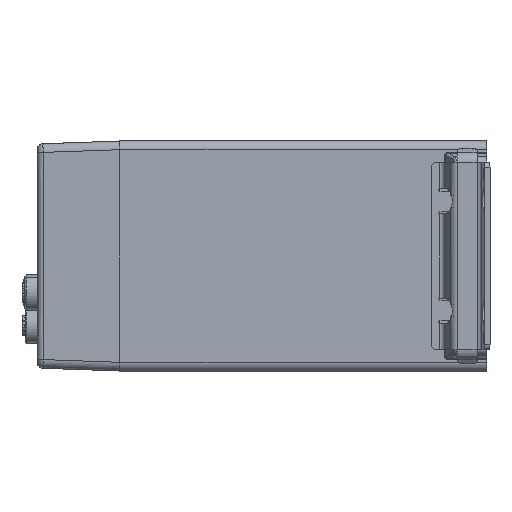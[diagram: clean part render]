
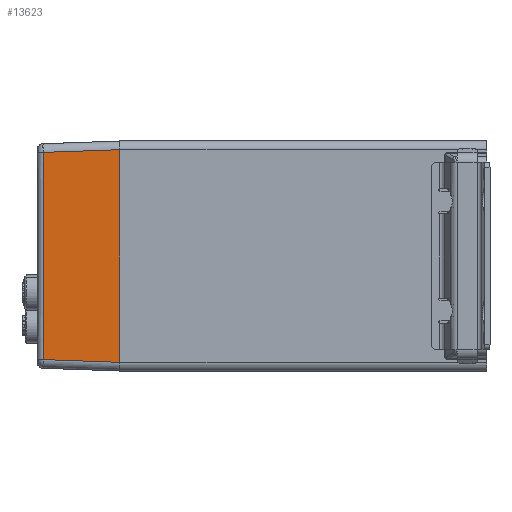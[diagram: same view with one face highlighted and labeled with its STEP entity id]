
A CAD part, left-side view. The second image highlights one B-rep face of the part: STEP entity #13623.
In plain terms, the highlighted planar face has unit normal (-0.999, 0.035, 0).
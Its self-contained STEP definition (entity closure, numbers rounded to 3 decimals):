
#584 = CARTESIAN_POINT ( 'NONE',  ( -212.524, 15.13, -42.026 ) ) ;
#1216 = VECTOR ( 'NONE', #66992, 1000. ) ;
#1367 = CARTESIAN_POINT ( 'NONE',  ( -211.752, 37.236, -41.256 ) ) ;
#1745 = CARTESIAN_POINT ( 'NONE',  ( -212.071, 28.089, -41.573 ) ) ;
#1878 = CARTESIAN_POINT ( 'NONE',  ( -211.686, 39.137, 41.188 ) ) ;
#8093 = CARTESIAN_POINT ( 'NONE',  ( -211.699, 38.751, -41.2 ) ) ;
#8446 = ORIENTED_EDGE ( 'NONE', *, *, #56993, .T. ) ;
#8745 = CARTESIAN_POINT ( 'NONE',  ( -211.686, 39.137, -41.184 ) ) ;
#9541 = FACE_OUTER_BOUND ( 'NONE', #53348, .T. ) ;
#13623 = ADVANCED_FACE ( 'NONE', ( #9541 ), #33689, .T. ) ;
#14131 = B_SPLINE_CURVE_WITH_KNOTS ( 'NONE', 3,
 ( #53490, #65832, #77349, #70212 ),
 .UNSPECIFIED., .F., .F.,
 ( 4, 4 ),
 ( 0., 1. ),
 .UNSPECIFIED. ) ;
#15036 = ORIENTED_EDGE ( 'NONE', *, *, #32038, .T. ) ;
#15898 = DIRECTION ( 'NONE',  ( 0., 0., 1. ) ) ;
#17221 = CARTESIAN_POINT ( 'NONE',  ( -212.75, 8.65, -42.252 ) ) ;
#17926 = CARTESIAN_POINT ( 'NONE',  ( -212.75, 8.65, 42.252 ) ) ;
#18838 = CARTESIAN_POINT ( 'NONE',  ( -211.686, 39.137, -41.184 ) ) ;
#20945 = VERTEX_POINT ( 'NONE', #8745 ) ;
#23232 = AXIS2_PLACEMENT_3D ( 'NONE', #76181, #45990, #15898 ) ;
#24778 = CARTESIAN_POINT ( 'NONE',  ( -211.712, 38.395, -41.213 ) ) ;
#30705 = VERTEX_POINT ( 'NONE', #17221 ) ;
#31893 = B_SPLINE_CURVE_WITH_KNOTS ( 'NONE', 1,
 ( #17926, #36903 ),
 .UNSPECIFIED., .F., .F.,
 ( 2, 2 ),
 ( 0.027, 0.894 ),
 .UNSPECIFIED. ) ;
#32038 = EDGE_CURVE ( 'NONE', #69050, #37438, #31893, .T. ) ;
#33689 = PLANE ( 'NONE',  #23232 ) ;
#35265 = LINE ( 'NONE', #78113, #1216 ) ;
#36903 = CARTESIAN_POINT ( 'NONE',  ( -211.686, 39.137, 41.188 ) ) ;
#37438 = VERTEX_POINT ( 'NONE', #1878 ) ;
#44126 = EDGE_CURVE ( 'NONE', #30705, #69050, #35265, .T. ) ;
#45990 = DIRECTION ( 'NONE',  ( -0.999, 0.035, 0. ) ) ;
#48099 = B_SPLINE_CURVE_WITH_KNOTS ( 'NONE', 3,
 ( #18838, #8093, #24778, #1367, #67610, #1745, #584, #68767 ),
 .UNSPECIFIED., .F., .F.,
 ( 4, 2, 2, 4 ),
 ( 0.071, 0.104, 0.212, 1. ),
 .UNSPECIFIED. ) ;
#52825 = ORIENTED_EDGE ( 'NONE', *, *, #44126, .T. ) ;
#53055 = ORIENTED_EDGE ( 'NONE', *, *, #73610, .T. ) ;
#53348 = EDGE_LOOP ( 'NONE', ( #52825, #15036, #53055, #8446 ) ) ;
#53490 = CARTESIAN_POINT ( 'NONE',  ( -211.686, 39.137, 41.188 ) ) ;
#56993 = EDGE_CURVE ( 'NONE', #20945, #30705, #48099, .T. ) ;
#65832 = CARTESIAN_POINT ( 'NONE',  ( -211.686, 39.137, 13.732 ) ) ;
#66992 = DIRECTION ( 'NONE',  ( 0., 0., 1. ) ) ;
#67610 = CARTESIAN_POINT ( 'NONE',  ( -211.814, 35.458, -41.316 ) ) ;
#68767 = CARTESIAN_POINT ( 'NONE',  ( -212.75, 8.65, -42.252 ) ) ;
#69050 = VERTEX_POINT ( 'NONE', #72542 ) ;
#70212 = CARTESIAN_POINT ( 'NONE',  ( -211.686, 39.137, -41.184 ) ) ;
#72542 = CARTESIAN_POINT ( 'NONE',  ( -212.75, 8.65, 42.252 ) ) ;
#73610 = EDGE_CURVE ( 'NONE', #37438, #20945, #14131, .T. ) ;
#76181 = CARTESIAN_POINT ( 'NONE',  ( -211.547, 43.098, -47.918 ) ) ;
#77349 = CARTESIAN_POINT ( 'NONE',  ( -211.686, 39.137, -13.723 ) ) ;
#78113 = CARTESIAN_POINT ( 'NONE',  ( -212.75, 8.65, 0. ) ) ;
